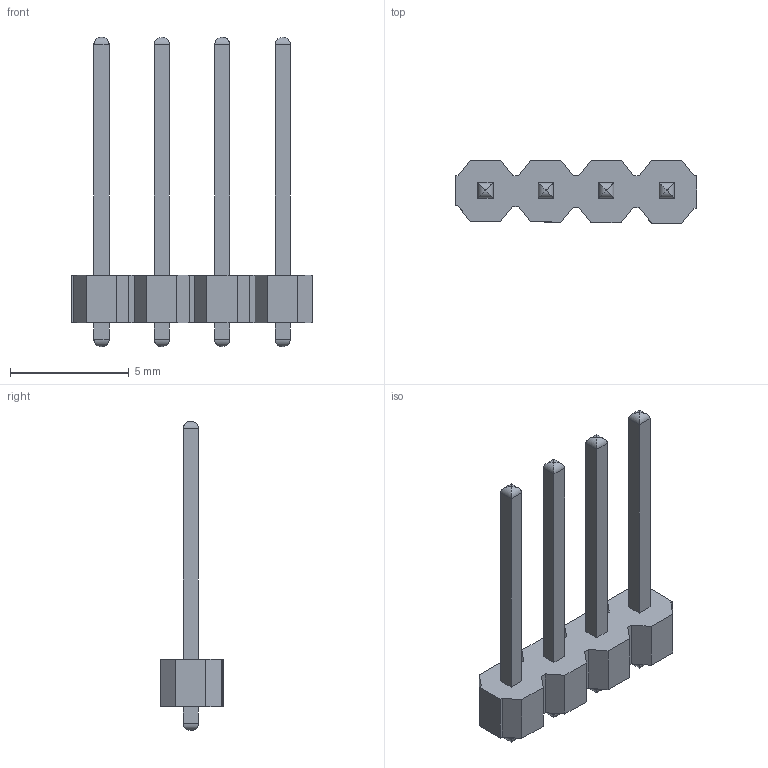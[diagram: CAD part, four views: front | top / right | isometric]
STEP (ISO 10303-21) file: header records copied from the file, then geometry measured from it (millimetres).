
FILE_DESCRIPTION (( 'STEP AP214' ), '1' );
FILE_NAME ('User Library-HDR2541X4.STEP', '2021-10-21T06:55:38', ( '' ), ( '' ), 'SwSTEP 2.0', 'SolidWorks 2021', '' );
FILE_SCHEMA (( 'AUTOMOTIVE_DESIGN' ));
Length unit declared in the file: millimetre
Products named in the file (1): User Library-HDR2541X4
Bounding box: 10.17 x 2.64 x 13 mm (x, y, z)
Volume: 62.6 mm3; surface area: 210.2 mm2
Topology: 1 solids, 1 shells, 110 faces, 268 edges, 168 vertices
Faces by surface type: plane 78, cylinder 32
Entity records: 3150 total; most frequent: CARTESIAN_POINT 643, ORIENTED_EDGE 536, DIRECTION 458, EDGE_CURVE 268, VECTOR 236, LINE 236, VERTEX_POINT 168, EDGE_LOOP 118
